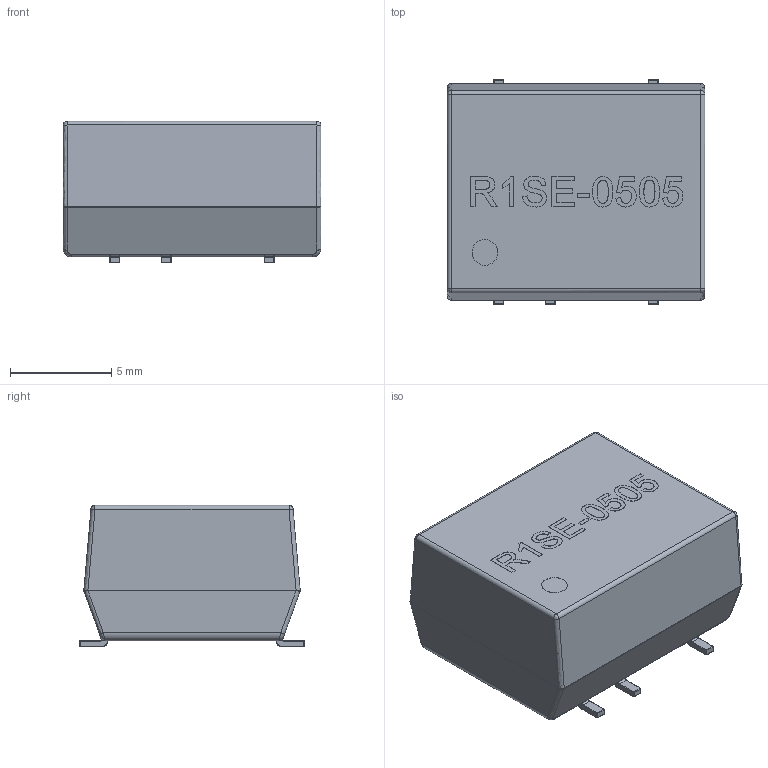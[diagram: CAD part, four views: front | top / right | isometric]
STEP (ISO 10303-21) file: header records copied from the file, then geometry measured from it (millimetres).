
FILE_DESCRIPTION(/* description */ (''),/* implementation_level */ '2;1');
FILE_NAME(/* name */ 'R1SE-0~1',/* time_stamp */ '2015-06-18T20:31:05+02:00',/* author */ (''),/* organization */ (''),/* preprocessor_version */ 'ST-DEVELOPER v14',/* originating_system */ '',/* authorisation */ '');
FILE_SCHEMA (('AUTOMOTIVE_DESIGN'));
Length unit declared in the file: millimetre
Products named in the file (1): Document
Bounding box: 12.75 x 11.1 x 7.01 mm (x, y, z)
Volume: 866.1 mm3; surface area: 574.3 mm2
Topology: 16 solids, 16 shells, 275 faces, 601 edges, 354 vertices
Faces by surface type: bspline 191, plane 84
Entity records: 8329 total; most frequent: CARTESIAN_POINT 4500, ORIENTED_EDGE 1194, EDGE_CURVE 597, VERTEX_POINT 354, B_SPLINE_CURVE_WITH_KNOTS 347, EDGE_LOOP 281, ADVANCED_FACE 275, FACE_OUTER_BOUND 275
